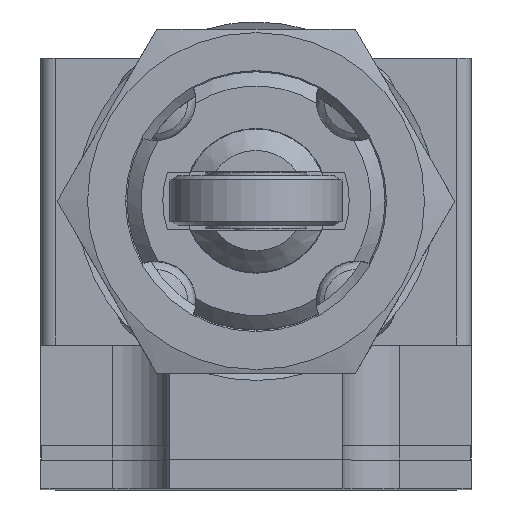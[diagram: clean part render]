
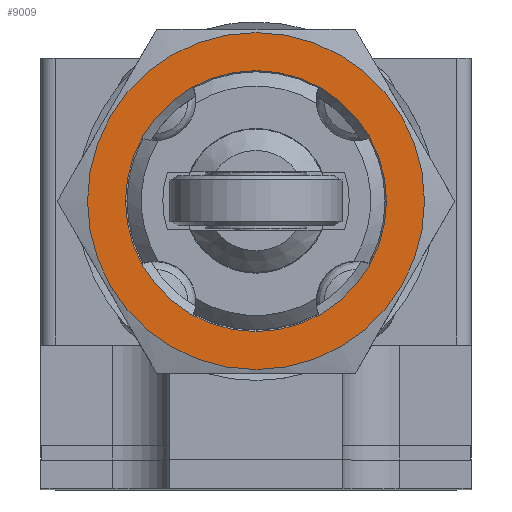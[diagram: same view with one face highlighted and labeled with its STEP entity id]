
A CAD part, top view. The second image highlights one B-rep face of the part: STEP entity #9009.
In plain terms, the highlighted planar face has unit normal (0, 0, 1).
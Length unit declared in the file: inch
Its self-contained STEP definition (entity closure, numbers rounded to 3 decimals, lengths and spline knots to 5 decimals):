
#1409 = FACE_BOUND ( 'NONE', #2212, .T. ) ;
#1608 = DIRECTION ( 'NONE',  ( 1., 0., 0. ) ) ;
#2212 = EDGE_LOOP ( 'NONE', ( #10092 ) ) ;
#4581 = DIRECTION ( 'NONE',  ( 0., 0., 1. ) ) ;
#4684 = PLANE ( 'NONE',  #6623 ) ;
#5588 = CIRCLE ( 'NONE', #10588, 0.4626 ) ;
#6623 = AXIS2_PLACEMENT_3D ( 'NONE', #11941, #4581, #1608 ) ;
#6653 = DIRECTION ( 'NONE',  ( 0., 0., -1. ) ) ;
#6791 = DIRECTION ( 'NONE',  ( 0., 0., 1. ) ) ;
#8013 = CIRCLE ( 'NONE', #8684, 0.35827 ) ;
#8684 = AXIS2_PLACEMENT_3D ( 'NONE', #17423, #6653, #12640 ) ;
#8922 = CARTESIAN_POINT ( 'NONE',  ( 0.35827, 0.1378, 3.4126 ) ) ;
#9009 = ADVANCED_FACE ( 'NONE', ( #1409, #18403 ), #4684, .T. ) ;
#9185 = VERTEX_POINT ( 'NONE', #18333 ) ;
#9427 = ORIENTED_EDGE ( 'NONE', *, *, #9875, .T. ) ;
#9875 = EDGE_CURVE ( 'NONE', #9185, #9185, #5588, .T. ) ;
#10092 = ORIENTED_EDGE ( 'NONE', *, *, #12980, .T. ) ;
#10588 = AXIS2_PLACEMENT_3D ( 'NONE', #17468, #6791, #16093 ) ;
#10763 = VERTEX_POINT ( 'NONE', #8922 ) ;
#11941 = CARTESIAN_POINT ( 'NONE',  ( 0.41043, 0.1378, 3.4126 ) ) ;
#12640 = DIRECTION ( 'NONE',  ( 1., 0., 0. ) ) ;
#12980 = EDGE_CURVE ( 'NONE', #10763, #10763, #8013, .T. ) ;
#16036 = EDGE_LOOP ( 'NONE', ( #9427 ) ) ;
#16093 = DIRECTION ( 'NONE',  ( 0., 1., 0. ) ) ;
#17423 = CARTESIAN_POINT ( 'NONE',  ( 0., 0.1378, 3.4126 ) ) ;
#17468 = CARTESIAN_POINT ( 'NONE',  ( 0., 0.1378, 3.4126 ) ) ;
#18333 = CARTESIAN_POINT ( 'NONE',  ( 0., 0.60039, 3.4126 ) ) ;
#18403 = FACE_OUTER_BOUND ( 'NONE', #16036, .T. ) ;
